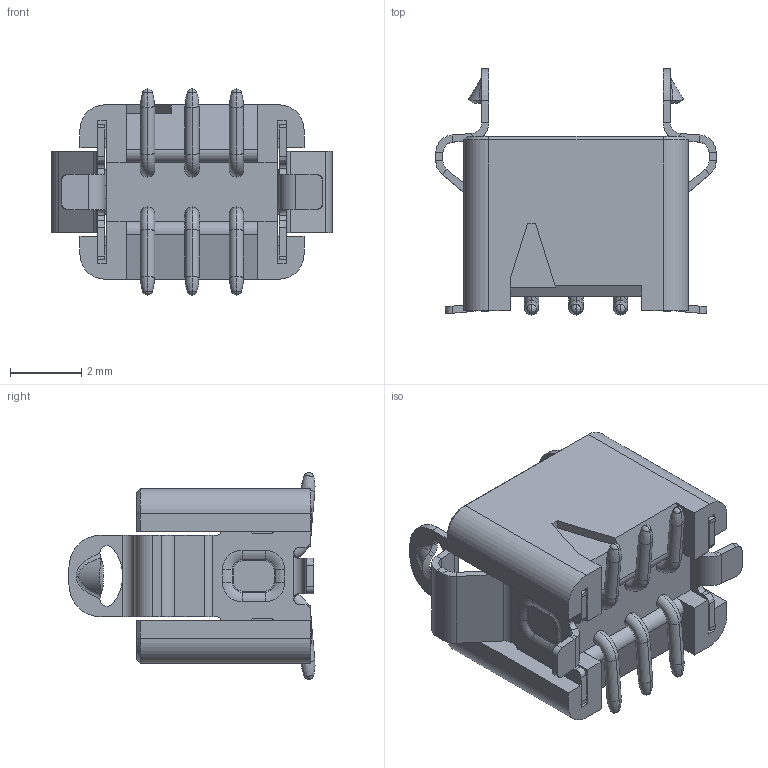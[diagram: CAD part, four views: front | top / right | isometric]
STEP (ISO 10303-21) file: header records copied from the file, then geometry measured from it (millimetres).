
FILE_DESCRIPTION((''),'2;1');
FILE_NAME('G125-MS106XXL3P_ASM','2013-09-03T',('sflower'),(''),'PRO/ENGINEER BY PARAMETRIC TECHNOLOGY CORPORATION, 2013150','PRO/ENGINEER BY PARAMETRIC TECHNOLOGY CORPORATION, 2013150','');
FILE_SCHEMA(('CONFIG_CONTROL_DESIGN'));
Length unit declared in the file: millimetre
Products named in the file (4): G125-3010696; G125-1050005_BENT; G125-412; G125-MS106XXL3P_ASM
Assembly tree (9 placements, depth 2):
  G125-MS106XXL3P_ASM
    G125-3010696
    G125-1050005_BENT  x6
    G125-412  x2
Bounding box: 7.88 x 6.92 x 5.8 mm (x, y, z)
Volume: 78.2 mm3; surface area: 350.7 mm2
Topology: 9 solids, 9 shells, 1243 faces, 2828 edges, 1602 vertices
Faces by surface type: bspline 682, plane 271, cylinder 178, torus 104, cone 8
Entity records: 20930 total; most frequent: CARTESIAN_POINT 8531, ORIENTED_EDGE 2044, DIRECTION 1762, PRESENTATION_STYLE_ASSIGNMENT 1027, STYLED_ITEM 1027, CURVE_STYLE 1022, EDGE_CURVE 1022, AXIS2_PLACEMENT_3D 631
